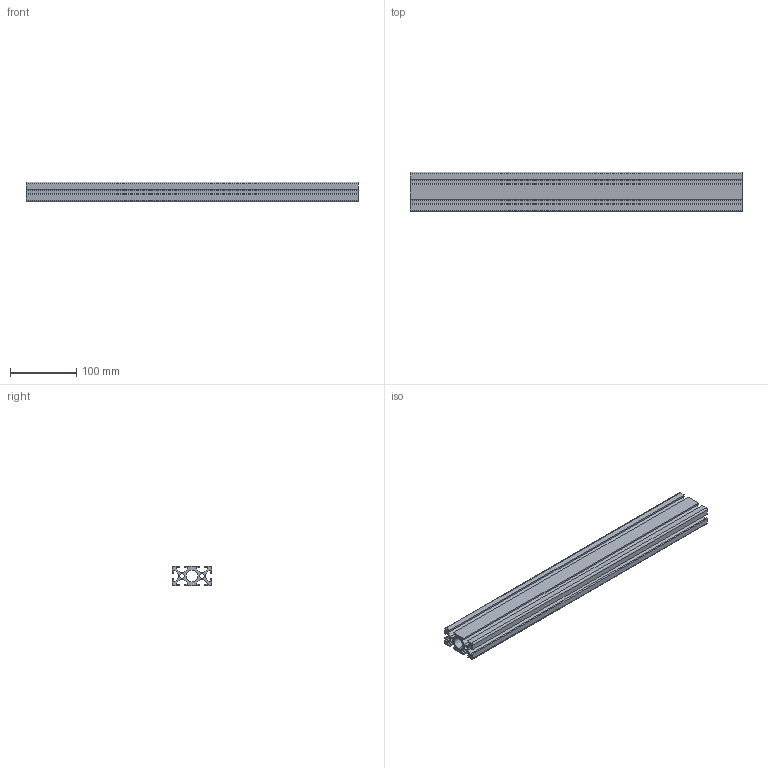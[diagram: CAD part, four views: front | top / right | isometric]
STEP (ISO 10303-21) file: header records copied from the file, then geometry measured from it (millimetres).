
FILE_DESCRIPTION (( 'STEP AP214' ), '1' );
FILE_NAME ('RP2020 8 60x30 Light.STEP', '2026-02-26T12:03:09', ( '' ), ( '' ), 'SwSTEP 2.0', 'SolidWorks 2026', '' );
FILE_SCHEMA (( 'AUTOMOTIVE_DESIGN' ));
Length unit declared in the file: millimetre
Products named in the file (1): RP2020 8 60x30 Light
Bounding box: 500 x 60 x 30 mm (x, y, z)
Volume: 395781.5 mm3; surface area: 229950.5 mm2
Topology: 1 solids, 1 shells, 77 faces, 225 edges, 150 vertices
Faces by surface type: plane 54, cylinder 23
Entity records: 2580 total; most frequent: CARTESIAN_POINT 453, ORIENTED_EDGE 450, DIRECTION 427, EDGE_CURVE 225, VECTOR 179, LINE 179, VERTEX_POINT 150, AXIS2_PLACEMENT_3D 124
